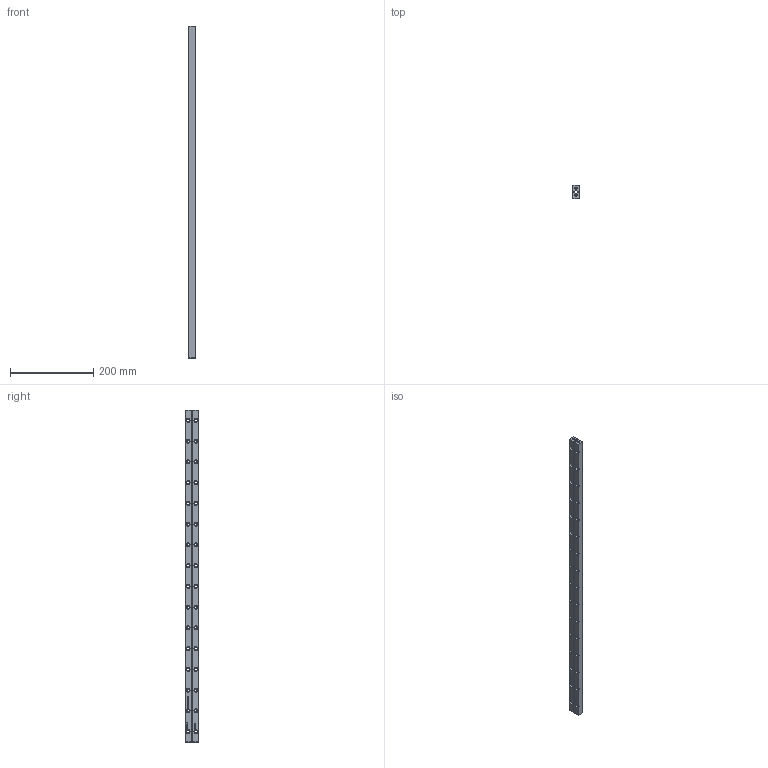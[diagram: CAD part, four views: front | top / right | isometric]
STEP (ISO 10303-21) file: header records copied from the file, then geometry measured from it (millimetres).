
FILE_DESCRIPTION(('FreeCAD Model'),'2;1');
FILE_NAME('R 6-800.step','2020-10-19T17:35:34',('Author'),(''), 'Open CASCADE STEP processor 6.8','FreeCAD','Unknown');
FILE_SCHEMA(('AUTOMOTIVE_DESIGN_CC2 { 1 2 10303 214 -1 1 5 4 }'));
Length unit declared in the file: millimetre
Products named in the file (2): ASSEMBLY; Schienenpaar
Assembly tree (1 placements, depth 2):
  ASSEMBLY
    Schienenpaar
Bounding box: 15 x 31 x 800 mm (x, y, z)
Volume: 296015.1 mm3; surface area: 110180.5 mm2
Topology: 2 solids, 2 shells, 790 faces, 2055 edges, 1342 vertices
Faces by surface type: extrusion 447, plane 233, cylinder 70, cone 40
Full cylindrical faces by diameter (mm): 5 x4, 6 x32, 9.5 x32
Entity records: 51323 total; most frequent: CARTESIAN_POINT 12806, DIRECTION 5614, VECTOR 4468, ORIENTED_EDGE 4102, PCURVE 4102, DEFINITIONAL_REPRESENTATION 4102, LINE 4021, B_SPLINE_CURVE_WITH_KNOTS 2267
